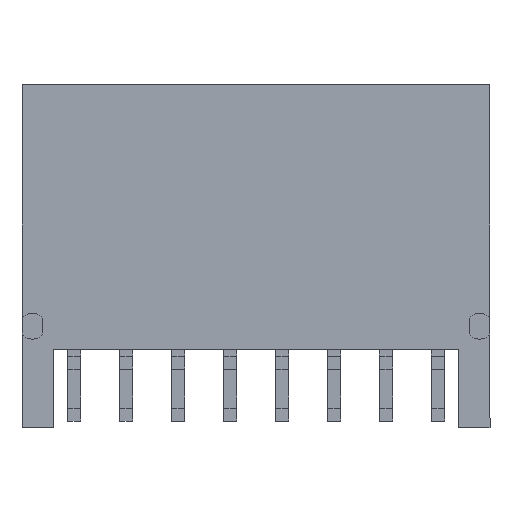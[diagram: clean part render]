
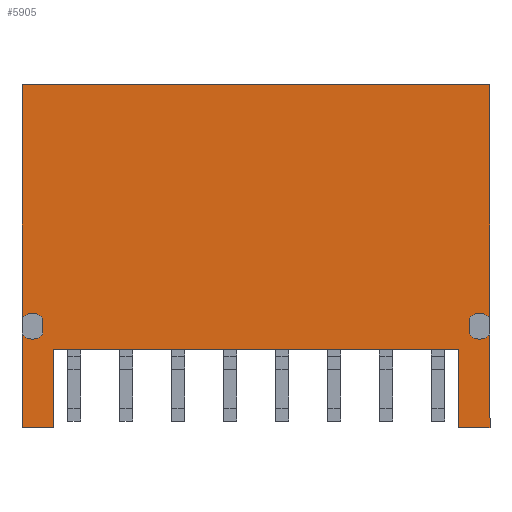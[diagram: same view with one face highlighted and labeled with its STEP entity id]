
A CAD part, front view. The second image highlights one B-rep face of the part: STEP entity #5905.
In plain terms, the highlighted planar face has unit normal (0, -1, 0).
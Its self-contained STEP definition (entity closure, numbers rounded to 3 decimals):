
#364 = DIRECTION ( 'NONE',  ( 0., 0., -1. ) ) ;
#365 = VECTOR ( 'NONE', #364, 1000. ) ;
#366 = CARTESIAN_POINT ( 'NONE',  ( 4.05, -0.15, -1.3 ) ) ;
#367 = LINE ( 'NONE', #366, #365 ) ;
#460 = CARTESIAN_POINT ( 'NONE',  ( -11.55, -0.15, -1.3 ) ) ;
#461 = LINE ( 'NONE', #460, #512 ) ;
#511 = DIRECTION ( 'NONE',  ( 0., 0., -1. ) ) ;
#512 = VECTOR ( 'NONE', #511, 1000. ) ;
#526 = FACE_OUTER_BOUND ( 'NONE', #5906, .T. ) ;
#527 = DIRECTION ( 'NONE',  ( 0., 0., -1. ) ) ;
#528 = VECTOR ( 'NONE', #527, 1000. ) ;
#529 = CARTESIAN_POINT ( 'NONE',  ( -11.95, -0.15, -7.2 ) ) ;
#530 = LINE ( 'NONE', #529, #528 ) ;
#532 = CARTESIAN_POINT ( 'NONE',  ( -11.95, -0.15, -7.5 ) ) ;
#533 = DIRECTION ( 'NONE',  ( -1., 0., 0. ) ) ;
#534 = DIRECTION ( 'NONE',  ( 0., 1., 0. ) ) ;
#535 = CARTESIAN_POINT ( 'NONE',  ( -12.35, -0.15, -7.8 ) ) ;
#536 = AXIS2_PLACEMENT_3D ( 'NONE', #535, #534, #533 ) ;
#537 = CIRCLE ( 'NONE', #536, 0.5 ) ;
#538 = DIRECTION ( 'NONE',  ( 0., 0., 1. ) ) ;
#539 = VECTOR ( 'NONE', #538, 1000. ) ;
#540 = CARTESIAN_POINT ( 'NONE',  ( 4.45, -0.15, -7.2 ) ) ;
#541 = LINE ( 'NONE', #540, #539 ) ;
#559 = CARTESIAN_POINT ( 'NONE',  ( 4.05, -0.15, -11.7 ) ) ;
#560 = DIRECTION ( 'NONE',  ( 1., 0., 0. ) ) ;
#561 = VECTOR ( 'NONE', #560, 1000. ) ;
#562 = CARTESIAN_POINT ( 'NONE',  ( 5.25, -0.15, -11.7 ) ) ;
#563 = LINE ( 'NONE', #562, #561 ) ;
#564 = CARTESIAN_POINT ( 'NONE',  ( 4.45, -0.15, -8.1 ) ) ;
#565 = DIRECTION ( 'NONE',  ( 1., 0., 0. ) ) ;
#566 = DIRECTION ( 'NONE',  ( 0., -1., 0. ) ) ;
#567 = CARTESIAN_POINT ( 'NONE',  ( 4.85, -0.15, -7.8 ) ) ;
#568 = AXIS2_PLACEMENT_3D ( 'NONE', #567, #566, #565 ) ;
#569 = DIRECTION ( 'NONE',  ( 1., 0., 0. ) ) ;
#570 = DIRECTION ( 'NONE',  ( 0., -1., 0. ) ) ;
#571 = CARTESIAN_POINT ( 'NONE',  ( 5.25, -0.15, -1.3 ) ) ;
#572 = AXIS2_PLACEMENT_3D ( 'NONE', #571, #570, #569 ) ;
#573 = CIRCLE ( 'NONE', #568, 0.5 ) ;
#574 = PLANE ( 'NONE',  #572 ) ;
#731 = DIRECTION ( 'NONE',  ( -1., 0., 0. ) ) ;
#732 = VECTOR ( 'NONE', #731, 1000. ) ;
#733 = CARTESIAN_POINT ( 'NONE',  ( -12.75, -0.15, -11.7 ) ) ;
#734 = LINE ( 'NONE', #733, #732 ) ;
#4222 = CARTESIAN_POINT ( 'NONE',  ( -11.55, -0.15, -11.7 ) ) ;
#4672 = EDGE_CURVE ( 'NONE', #4761, #4696, #7740, .T. ) ;
#4696 = VERTEX_POINT ( 'NONE', #7795 ) ;
#4761 = VERTEX_POINT ( 'NONE', #7929 ) ;
#5440 = VERTEX_POINT ( 'NONE', #9668 ) ;
#5442 = EDGE_CURVE ( 'NONE', #5440, #5443, #9667, .T. ) ;
#5443 = VERTEX_POINT ( 'NONE', #9662 ) ;
#5452 = VERTEX_POINT ( 'NONE', #9690 ) ;
#5455 = EDGE_CURVE ( 'NONE', #5456, #5452, #9747, .T. ) ;
#5456 = VERTEX_POINT ( 'NONE', #9742 ) ;
#5514 = VERTEX_POINT ( 'NONE', #9909 ) ;
#5587 = VERTEX_POINT ( 'NONE', #10119 ) ;
#5589 = EDGE_CURVE ( 'NONE', #5514, #5587, #10118, .T. ) ;
#5595 = VERTEX_POINT ( 'NONE', #10104 ) ;
#5654 = VERTEX_POINT ( 'NONE', #10213 ) ;
#5657 = EDGE_CURVE ( 'NONE', #5658, #5654, #10272, .T. ) ;
#5658 = VERTEX_POINT ( 'NONE', #10268 ) ;
#5662 = EDGE_CURVE ( 'NONE', #5595, #5587, #10262, .T. ) ;
#5677 = EDGE_CURVE ( 'NONE', #5678, #5452, #10295, .T. ) ;
#5678 = VERTEX_POINT ( 'NONE', #10291 ) ;
#5714 = EDGE_CURVE ( 'NONE', #5440, #5514, #10377, .T. ) ;
#5843 = EDGE_CURVE ( 'NONE', #4696, #5917, #367, .T. ) ;
#5882 = ORIENTED_EDGE ( 'NONE', *, *, #5883, .F. ) ;
#5883 = EDGE_CURVE ( 'NONE', #4761, #10774, #461, .T. ) ;
#5891 = EDGE_CURVE ( 'NONE', #5913, #5443, #541, .T. ) ;
#5892 = ORIENTED_EDGE ( 'NONE', *, *, #5442, .F. ) ;
#5893 = ORIENTED_EDGE ( 'NONE', *, *, #5714, .T. ) ;
#5894 = ORIENTED_EDGE ( 'NONE', *, *, #5589, .T. ) ;
#5895 = ORIENTED_EDGE ( 'NONE', *, *, #5662, .F. ) ;
#5896 = ORIENTED_EDGE ( 'NONE', *, *, #5897, .T. ) ;
#5897 = EDGE_CURVE ( 'NONE', #5595, #5899, #537, .T. ) ;
#5899 = VERTEX_POINT ( 'NONE', #532 ) ;
#5900 = ORIENTED_EDGE ( 'NONE', *, *, #5901, .T. ) ;
#5901 = EDGE_CURVE ( 'NONE', #5899, #5456, #530, .T. ) ;
#5902 = ORIENTED_EDGE ( 'NONE', *, *, #5455, .T. ) ;
#5905 = ADVANCED_FACE ( 'NONE', ( #526 ), #574, .T. ) ;
#5906 = EDGE_LOOP ( 'NONE', ( #5907, #5908, #5909, #5910, #5911, #5914, #5892, #5893, #5894, #5895, #5896, #5900, #5902, #5963, #5964, #5882 ) ) ;
#5907 = ORIENTED_EDGE ( 'NONE', *, *, #4672, .T. ) ;
#5908 = ORIENTED_EDGE ( 'NONE', *, *, #5843, .T. ) ;
#5909 = ORIENTED_EDGE ( 'NONE', *, *, #5916, .T. ) ;
#5910 = ORIENTED_EDGE ( 'NONE', *, *, #5657, .T. ) ;
#5911 = ORIENTED_EDGE ( 'NONE', *, *, #5912, .F. ) ;
#5912 = EDGE_CURVE ( 'NONE', #5913, #5654, #573, .T. ) ;
#5913 = VERTEX_POINT ( 'NONE', #564 ) ;
#5914 = ORIENTED_EDGE ( 'NONE', *, *, #5891, .T. ) ;
#5916 = EDGE_CURVE ( 'NONE', #5917, #5658, #563, .T. ) ;
#5917 = VERTEX_POINT ( 'NONE', #559 ) ;
#5963 = ORIENTED_EDGE ( 'NONE', *, *, #5677, .F. ) ;
#5964 = ORIENTED_EDGE ( 'NONE', *, *, #5965, .F. ) ;
#5965 = EDGE_CURVE ( 'NONE', #10774, #5678, #734, .T. ) ;
#7737 = DIRECTION ( 'NONE',  ( 1., 0., 0. ) ) ;
#7738 = VECTOR ( 'NONE', #7737, 1000. ) ;
#7739 = CARTESIAN_POINT ( 'NONE',  ( -1.25, -0.15, -8.7 ) ) ;
#7740 = LINE ( 'NONE', #7739, #7738 ) ;
#7795 = CARTESIAN_POINT ( 'NONE',  ( 4.05, -0.15, -8.7 ) ) ;
#7929 = CARTESIAN_POINT ( 'NONE',  ( -11.55, -0.15, -8.7 ) ) ;
#9662 = CARTESIAN_POINT ( 'NONE',  ( 4.45, -0.15, -7.5 ) ) ;
#9663 = DIRECTION ( 'NONE',  ( 1., 0., 0. ) ) ;
#9664 = DIRECTION ( 'NONE',  ( 0., -1., 0. ) ) ;
#9665 = CARTESIAN_POINT ( 'NONE',  ( 4.85, -0.15, -7.8 ) ) ;
#9666 = AXIS2_PLACEMENT_3D ( 'NONE', #9665, #9664, #9663 ) ;
#9667 = CIRCLE ( 'NONE', #9666, 0.5 ) ;
#9668 = CARTESIAN_POINT ( 'NONE',  ( 5.25, -0.15, -7.5 ) ) ;
#9690 = CARTESIAN_POINT ( 'NONE',  ( -12.75, -0.15, -8.1 ) ) ;
#9742 = CARTESIAN_POINT ( 'NONE',  ( -11.95, -0.15, -8.1 ) ) ;
#9743 = DIRECTION ( 'NONE',  ( -1., 0., 0. ) ) ;
#9744 = DIRECTION ( 'NONE',  ( 0., 1., 0. ) ) ;
#9745 = CARTESIAN_POINT ( 'NONE',  ( -12.35, -0.15, -7.8 ) ) ;
#9746 = AXIS2_PLACEMENT_3D ( 'NONE', #9745, #9744, #9743 ) ;
#9747 = CIRCLE ( 'NONE', #9746, 0.5 ) ;
#9909 = CARTESIAN_POINT ( 'NONE',  ( 5.25, -0.15, 1.5 ) ) ;
#10104 = CARTESIAN_POINT ( 'NONE',  ( -12.75, -0.15, -7.5 ) ) ;
#10115 = DIRECTION ( 'NONE',  ( -1., 0., 0. ) ) ;
#10116 = VECTOR ( 'NONE', #10115, 1000. ) ;
#10117 = CARTESIAN_POINT ( 'NONE',  ( 5.25, -0.15, 1.5 ) ) ;
#10118 = LINE ( 'NONE', #10117, #10116 ) ;
#10119 = CARTESIAN_POINT ( 'NONE',  ( -12.75, -0.15, 1.5 ) ) ;
#10213 = CARTESIAN_POINT ( 'NONE',  ( 5.25, -0.15, -8.1 ) ) ;
#10259 = DIRECTION ( 'NONE',  ( 0., 0., 1. ) ) ;
#10260 = VECTOR ( 'NONE', #10259, 1000. ) ;
#10261 = CARTESIAN_POINT ( 'NONE',  ( -12.75, -0.15, 1.5 ) ) ;
#10262 = LINE ( 'NONE', #10261, #10260 ) ;
#10268 = CARTESIAN_POINT ( 'NONE',  ( 5.25, -0.15, -11.7 ) ) ;
#10269 = DIRECTION ( 'NONE',  ( 0., 0., 1. ) ) ;
#10270 = VECTOR ( 'NONE', #10269, 1000. ) ;
#10271 = CARTESIAN_POINT ( 'NONE',  ( 5.25, -0.15, 1.5 ) ) ;
#10272 = LINE ( 'NONE', #10271, #10270 ) ;
#10291 = CARTESIAN_POINT ( 'NONE',  ( -12.75, -0.15, -11.7 ) ) ;
#10292 = DIRECTION ( 'NONE',  ( 0., 0., 1. ) ) ;
#10293 = VECTOR ( 'NONE', #10292, 1000. ) ;
#10294 = CARTESIAN_POINT ( 'NONE',  ( -12.75, -0.15, 1.5 ) ) ;
#10295 = LINE ( 'NONE', #10294, #10293 ) ;
#10374 = DIRECTION ( 'NONE',  ( 0., 0., 1. ) ) ;
#10375 = VECTOR ( 'NONE', #10374, 1000. ) ;
#10376 = CARTESIAN_POINT ( 'NONE',  ( 5.25, -0.15, 1.5 ) ) ;
#10377 = LINE ( 'NONE', #10376, #10375 ) ;
#10774 = VERTEX_POINT ( 'NONE', #4222 ) ;
